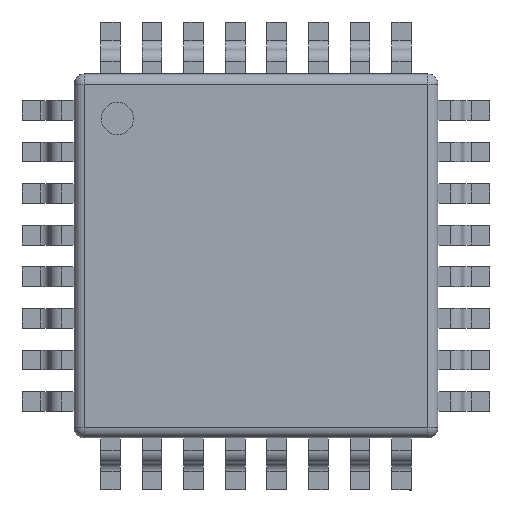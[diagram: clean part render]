
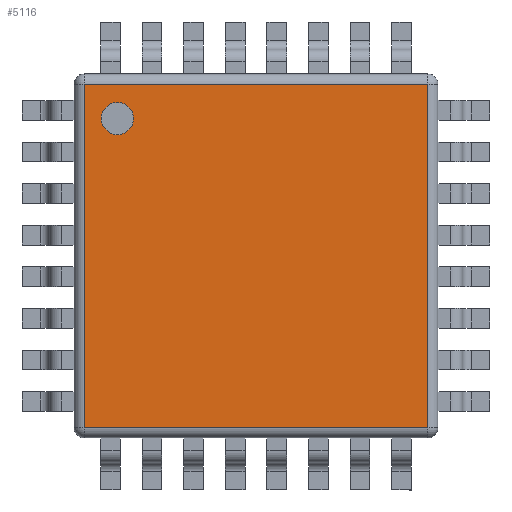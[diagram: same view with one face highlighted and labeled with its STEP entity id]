
A CAD part, top view. The second image highlights one B-rep face of the part: STEP entity #5116.
In plain terms, the highlighted planar face has unit normal (0, 0, 1).
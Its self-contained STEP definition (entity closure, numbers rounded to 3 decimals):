
#177 = DIRECTION ( 'NONE',  ( 1., 0., 0. ) ) ;
#649 = CARTESIAN_POINT ( 'NONE',  ( -3.3, 3.3, 1. ) ) ;
#898 = CARTESIAN_POINT ( 'NONE',  ( -3.3, -3.3, 1. ) ) ;
#1539 = DIRECTION ( 'NONE',  ( 0., 1., 0. ) ) ;
#1784 = ORIENTED_EDGE ( 'NONE', *, *, #12721, .F. ) ;
#1807 = AXIS2_PLACEMENT_3D ( 'NONE', #6409, #3500, #17325 ) ;
#1920 = DIRECTION ( 'NONE',  ( 0., -1., 0. ) ) ;
#2072 = VECTOR ( 'NONE', #6619, 1000. ) ;
#3500 = DIRECTION ( 'NONE',  ( 0., 0., 1. ) ) ;
#3501 = EDGE_CURVE ( 'NONE', #6178, #12833, #11894, .T. ) ;
#4721 = CIRCLE ( 'NONE', #1807, 0.311 ) ;
#4769 = FACE_OUTER_BOUND ( 'NONE', #5548, .T. ) ;
#5116 = ADVANCED_FACE ( 'NONE', ( #14303, #4769 ), #11007, .T. ) ;
#5548 = EDGE_LOOP ( 'NONE', ( #12308, #12495, #11863, #11022 ) ) ;
#5595 = CARTESIAN_POINT ( 'NONE',  ( -2.976, 2.642, 1. ) ) ;
#5910 = ORIENTED_EDGE ( 'NONE', *, *, #18389, .F. ) ;
#6178 = VERTEX_POINT ( 'NONE', #898 ) ;
#6312 = VERTEX_POINT ( 'NONE', #19007 ) ;
#6409 = CARTESIAN_POINT ( 'NONE',  ( -2.665, 2.642, 1. ) ) ;
#6415 = DIRECTION ( 'NONE',  ( 1., 0., 0. ) ) ;
#6619 = DIRECTION ( 'NONE',  ( 1., 0., 0. ) ) ;
#6874 = EDGE_LOOP ( 'NONE', ( #5910, #1784 ) ) ;
#7821 = VERTEX_POINT ( 'NONE', #5595 ) ;
#8851 = CARTESIAN_POINT ( 'NONE',  ( 3.5, -3.3, 1. ) ) ;
#9122 = EDGE_CURVE ( 'NONE', #12833, #16126, #10935, .T. ) ;
#9665 = AXIS2_PLACEMENT_3D ( 'NONE', #11287, #11487, #6415 ) ;
#10903 = CARTESIAN_POINT ( 'NONE',  ( -3.3, -3.5, 1. ) ) ;
#10935 = LINE ( 'NONE', #12338, #13598 ) ;
#10947 = LINE ( 'NONE', #11349, #12384 ) ;
#11007 = PLANE ( 'NONE',  #13116 ) ;
#11022 = ORIENTED_EDGE ( 'NONE', *, *, #9122, .T. ) ;
#11287 = CARTESIAN_POINT ( 'NONE',  ( -2.665, 2.642, 1. ) ) ;
#11349 = CARTESIAN_POINT ( 'NONE',  ( -3.5, 3.3, 1. ) ) ;
#11487 = DIRECTION ( 'NONE',  ( 0., 0., 1. ) ) ;
#11863 = ORIENTED_EDGE ( 'NONE', *, *, #3501, .T. ) ;
#11894 = LINE ( 'NONE', #8851, #2072 ) ;
#12308 = ORIENTED_EDGE ( 'NONE', *, *, #15599, .T. ) ;
#12338 = CARTESIAN_POINT ( 'NONE',  ( 3.3, 3.5, 1. ) ) ;
#12384 = VECTOR ( 'NONE', #17599, 1000. ) ;
#12495 = ORIENTED_EDGE ( 'NONE', *, *, #14955, .T. ) ;
#12721 = EDGE_CURVE ( 'NONE', #7821, #6312, #17835, .T. ) ;
#12833 = VERTEX_POINT ( 'NONE', #13749 ) ;
#13116 = AXIS2_PLACEMENT_3D ( 'NONE', #14193, #19116, #177 ) ;
#13598 = VECTOR ( 'NONE', #1539, 1000. ) ;
#13749 = CARTESIAN_POINT ( 'NONE',  ( 3.3, -3.3, 1. ) ) ;
#13794 = VERTEX_POINT ( 'NONE', #649 ) ;
#14193 = CARTESIAN_POINT ( 'NONE',  ( 0., 0., 1. ) ) ;
#14303 = FACE_BOUND ( 'NONE', #6874, .T. ) ;
#14306 = LINE ( 'NONE', #10903, #14347 ) ;
#14347 = VECTOR ( 'NONE', #1920, 1000. ) ;
#14955 = EDGE_CURVE ( 'NONE', #13794, #6178, #14306, .T. ) ;
#15599 = EDGE_CURVE ( 'NONE', #16126, #13794, #10947, .T. ) ;
#16126 = VERTEX_POINT ( 'NONE', #19900 ) ;
#17325 = DIRECTION ( 'NONE',  ( 1., 0., 0. ) ) ;
#17599 = DIRECTION ( 'NONE',  ( -1., 0., 0. ) ) ;
#17835 = CIRCLE ( 'NONE', #9665, 0.311 ) ;
#18389 = EDGE_CURVE ( 'NONE', #6312, #7821, #4721, .T. ) ;
#19007 = CARTESIAN_POINT ( 'NONE',  ( -2.354, 2.642, 1. ) ) ;
#19116 = DIRECTION ( 'NONE',  ( 0., 0., 1. ) ) ;
#19900 = CARTESIAN_POINT ( 'NONE',  ( 3.3, 3.3, 1. ) ) ;
